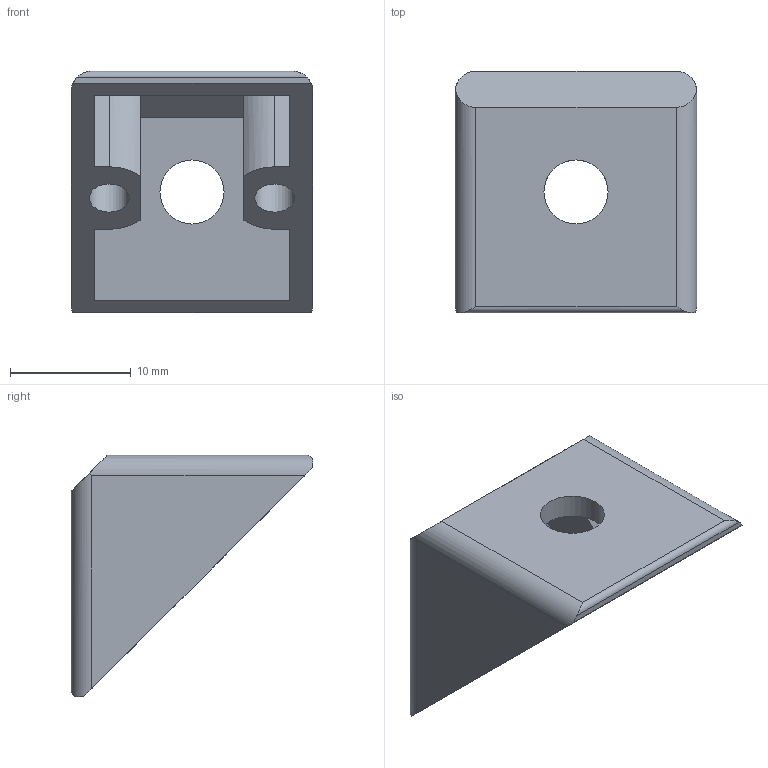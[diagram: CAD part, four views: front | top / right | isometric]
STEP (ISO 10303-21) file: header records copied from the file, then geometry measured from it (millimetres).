
FILE_DESCRIPTION(/* description */ (''),/* implementation_level */ '2;1');
FILE_NAME(/* name */ 'CornerBracket.stp',/* time_stamp */ '2025-04-21T21:16:44+02:00',/* author */ ('roone'),/* organization */ (''),/* preprocessor_version */ 'ST-DEVELOPER v20',/* originating_system */ 'Autodesk Inventor 2025',/* authorisation */ '');
FILE_SCHEMA (('AUTOMOTIVE_DESIGN { 1 0 10303 214 3 1 1 }'));
Length unit declared in the file: millimetre
Products named in the file (1): CornerBracket
Bounding box: 20 x 20 x 20 mm (x, y, z)
Volume: 2274.1 mm3; surface area: 2332.3 mm2
Topology: 1 solids, 1 shells, 37 faces, 96 edges, 64 vertices
Faces by surface type: plane 23, cylinder 14
Full cylindrical faces by diameter (mm): 3.3 x2, 5.3 x2
Entity records: 1214 total; most frequent: CARTESIAN_POINT 226, DIRECTION 198, ORIENTED_EDGE 192, EDGE_CURVE 96, AXIS2_PLACEMENT_3D 68, VERTEX_POINT 64, LINE 62, VECTOR 62
